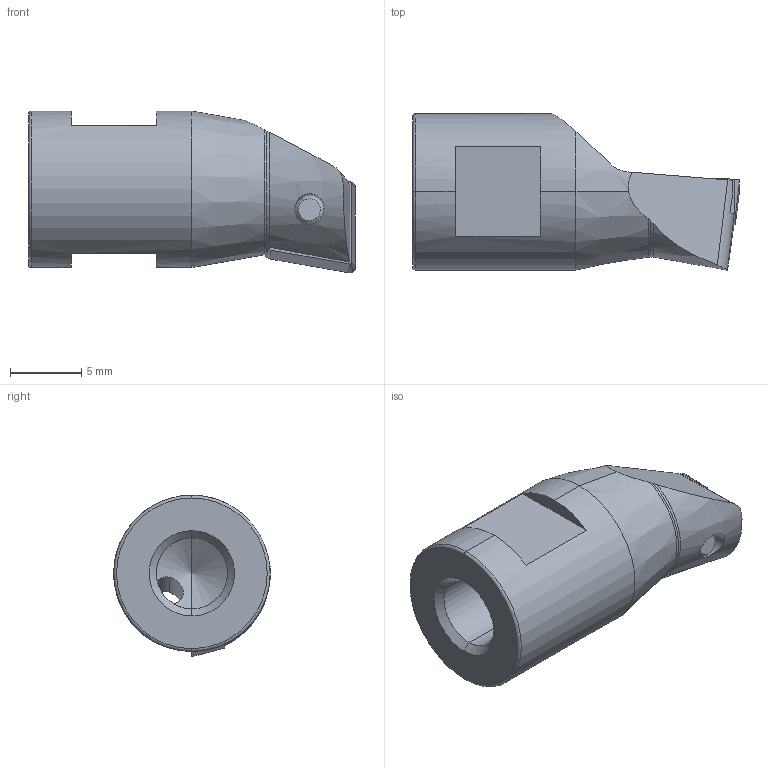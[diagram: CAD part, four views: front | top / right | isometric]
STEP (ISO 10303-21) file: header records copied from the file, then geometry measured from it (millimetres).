
FILE_DESCRIPTION (( 'STEP AP203' ), '1' );
FILE_NAME ('HS6-A12.K11.023.STEP', '2017-11-10T07:52:07', ( 'SWIAdmin' ), ( 'Hewlett-Packard Company' ), 'SwSTEP 2.0', 'SolidWorks 2017', '' );
FILE_SCHEMA (( 'CONFIG_CONTROL_DESIGN' ));
Length unit declared in the file: millimetre
Products named in the file (4): CCMT060204; HS6-A12.K11.023; HS6-A12.K11.023_B; WCA-ER2.001.005_A
Assembly tree (3 placements, depth 2):
  HS6-A12.K11.023
    HS6-A12.K11.023_B
    WCA-ER2.001.005_A
    CCMT060204
Bounding box: 23 x 11.02 x 11.38 mm (x, y, z)
Volume: 1302.3 mm3; surface area: 1225 mm2
Topology: 3 solids, 3 shells, 123 faces, 312 edges, 191 vertices
Faces by surface type: cylinder 35, plane 34, cone 28, torus 12, bspline 12, sphere 2
Entity records: 4429 total; most frequent: CARTESIAN_POINT 1231, ORIENTED_EDGE 616, DIRECTION 563, EDGE_CURVE 308, AXIS2_PLACEMENT_3D 227, VERTEX_POINT 191, EDGE_LOOP 129, FACE_OUTER_BOUND 123
